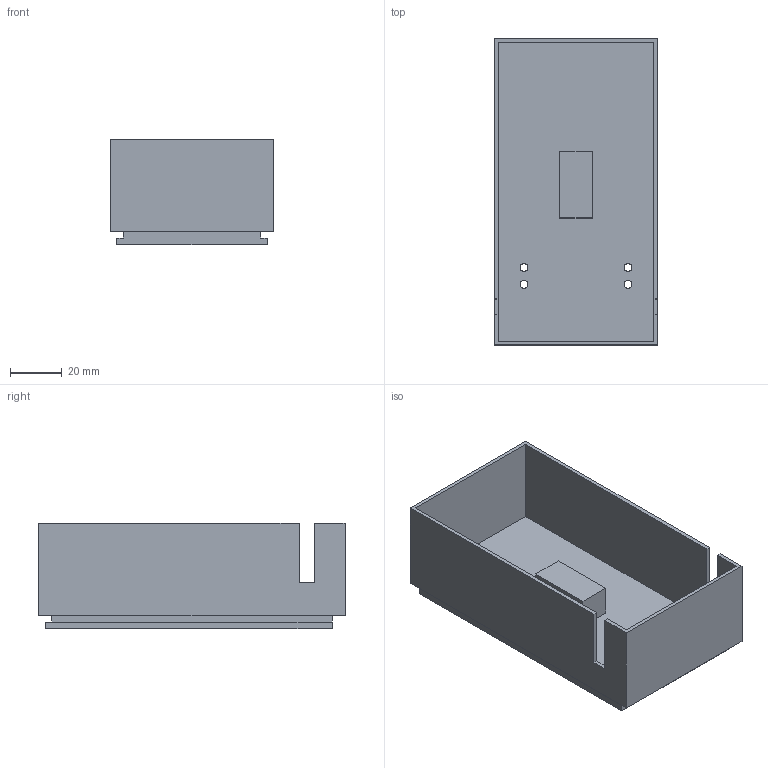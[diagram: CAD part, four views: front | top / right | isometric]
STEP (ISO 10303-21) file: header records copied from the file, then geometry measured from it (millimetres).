
FILE_DESCRIPTION(/* description */ (''),/* implementation_level */ '2;1');
FILE_NAME(/* name */ 'Base 4.0 v2.step',/* time_stamp */ '2018-01-24T08:58:23-05:00',/* author */ ('garg46'),/* organization */ (''),/* preprocessor_version */ 'ST-DEVELOPER v16.13',/* originating_system */ 'Autodesk Translation Framework v6.5.0.72',/* authorisation */ '');
FILE_SCHEMA (('AUTOMOTIVE_DESIGN { 1 0 10303 214 3 1 1 }'));
Length unit declared in the file: millimetre
Products named in the file (1): Base 4.0
Bounding box: 63 x 118 x 40.5 mm (x, y, z)
Volume: 62814.1 mm3; surface area: 43325.6 mm2
Topology: 1 solids, 1 shells, 36 faces, 98 edges, 66 vertices
Faces by surface type: plane 32, cylinder 4
Full cylindrical faces by diameter (mm): 3.05 x4
Entity records: 1177 total; most frequent: CARTESIAN_POINT 201, ORIENTED_EDGE 196, DIRECTION 182, EDGE_CURVE 98, LINE 88, VECTOR 88, VERTEX_POINT 66, AXIS2_PLACEMENT_3D 47
